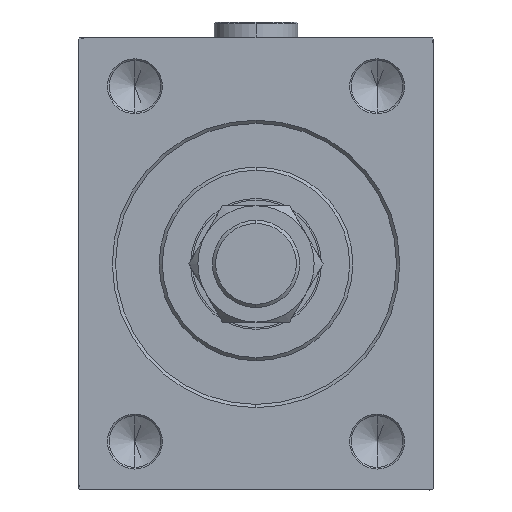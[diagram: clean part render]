
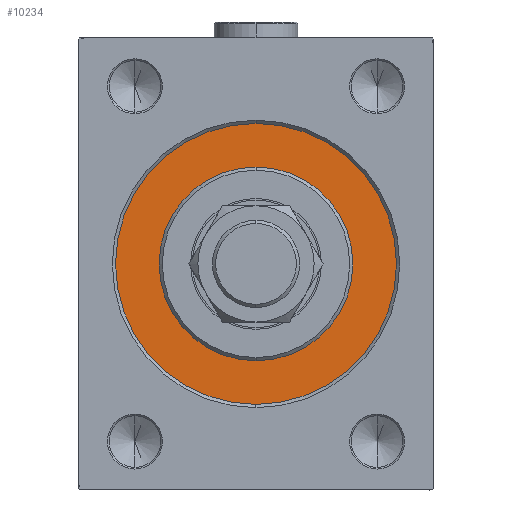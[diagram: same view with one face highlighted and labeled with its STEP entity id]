
A CAD part, left-side view. The second image highlights one B-rep face of the part: STEP entity #10234.
In plain terms, the highlighted face is planar.
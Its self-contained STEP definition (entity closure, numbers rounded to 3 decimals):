
#285 = DIRECTION ( 'NONE',  ( 0., 0., -1. ) ) ;
#2276 = CARTESIAN_POINT ( 'NONE',  ( 0., 0., 0. ) ) ;
#2452 = CARTESIAN_POINT ( 'NONE',  ( 0., 0., 43.5 ) ) ;
#2918 = CARTESIAN_POINT ( 'NONE',  ( 0., 0., 0. ) ) ;
#2952 = DIRECTION ( 'NONE',  ( 0., 0., 1. ) ) ;
#3622 = EDGE_CURVE ( 'NONE', #33551, #20134, #4672, .T. ) ;
#4176 = ORIENTED_EDGE ( 'NONE', *, *, #6428, .F. ) ;
#4672 = CIRCLE ( 'NONE', #31325, 30. ) ;
#5608 = AXIS2_PLACEMENT_3D ( 'NONE', #45212, #37601, #2952 ) ;
#6428 = EDGE_CURVE ( 'NONE', #16915, #39493, #32885, .T. ) ;
#10028 = ORIENTED_EDGE ( 'NONE', *, *, #3622, .F. ) ;
#10234 = ADVANCED_FACE ( 'NONE', ( #35151, #35615 ), #31804, .F. ) ;
#16337 = CIRCLE ( 'NONE', #35368, 30. ) ;
#16550 = EDGE_CURVE ( 'NONE', #20134, #33551, #16337, .T. ) ;
#16915 = VERTEX_POINT ( 'NONE', #45407 ) ;
#16924 = DIRECTION ( 'NONE',  ( 1., 0., 0. ) ) ;
#19652 = EDGE_CURVE ( 'NONE', #39493, #16915, #40060, .T. ) ;
#19789 = CARTESIAN_POINT ( 'NONE',  ( 0., 0., 0. ) ) ;
#20134 = VERTEX_POINT ( 'NONE', #24765 ) ;
#20364 = ORIENTED_EDGE ( 'NONE', *, *, #19652, .F. ) ;
#23986 = DIRECTION ( 'NONE',  ( 0., 0., 1. ) ) ;
#24748 = CARTESIAN_POINT ( 'NONE',  ( 0., 0., 30. ) ) ;
#24765 = CARTESIAN_POINT ( 'NONE',  ( 0., 0., -30. ) ) ;
#29237 = DIRECTION ( 'NONE',  ( 0., 0., 1. ) ) ;
#29391 = EDGE_LOOP ( 'NONE', ( #4176, #20364 ) ) ;
#31325 = AXIS2_PLACEMENT_3D ( 'NONE', #19789, #16924, #41945 ) ;
#31804 = PLANE ( 'NONE',  #5608 ) ;
#32242 = DIRECTION ( 'NONE',  ( 1., 0., 0. ) ) ;
#32885 = CIRCLE ( 'NONE', #33659, 43.5 ) ;
#33551 = VERTEX_POINT ( 'NONE', #24748 ) ;
#33659 = AXIS2_PLACEMENT_3D ( 'NONE', #35922, #40433, #29237 ) ;
#34540 = ORIENTED_EDGE ( 'NONE', *, *, #16550, .F. ) ;
#35151 = FACE_BOUND ( 'NONE', #35162, .T. ) ;
#35162 = EDGE_LOOP ( 'NONE', ( #10028, #34540 ) ) ;
#35181 = DIRECTION ( 'NONE',  ( -1., 0., 0. ) ) ;
#35368 = AXIS2_PLACEMENT_3D ( 'NONE', #2918, #32242, #285 ) ;
#35615 = FACE_OUTER_BOUND ( 'NONE', #29391, .T. ) ;
#35922 = CARTESIAN_POINT ( 'NONE',  ( 0., 0., 0. ) ) ;
#37601 = DIRECTION ( 'NONE',  ( -1., 0., 0. ) ) ;
#39493 = VERTEX_POINT ( 'NONE', #2452 ) ;
#40060 = CIRCLE ( 'NONE', #44592, 43.5 ) ;
#40433 = DIRECTION ( 'NONE',  ( -1., 0., 0. ) ) ;
#41945 = DIRECTION ( 'NONE',  ( 0., 0., -1. ) ) ;
#44592 = AXIS2_PLACEMENT_3D ( 'NONE', #2276, #35181, #23986 ) ;
#45212 = CARTESIAN_POINT ( 'NONE',  ( 0., 0., 0. ) ) ;
#45407 = CARTESIAN_POINT ( 'NONE',  ( 0., 0., -43.5 ) ) ;
